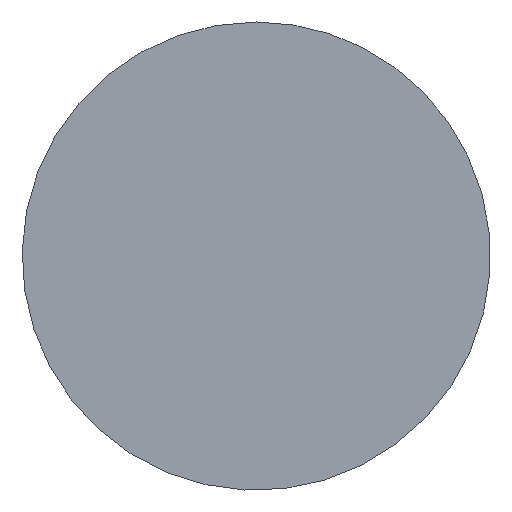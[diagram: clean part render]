
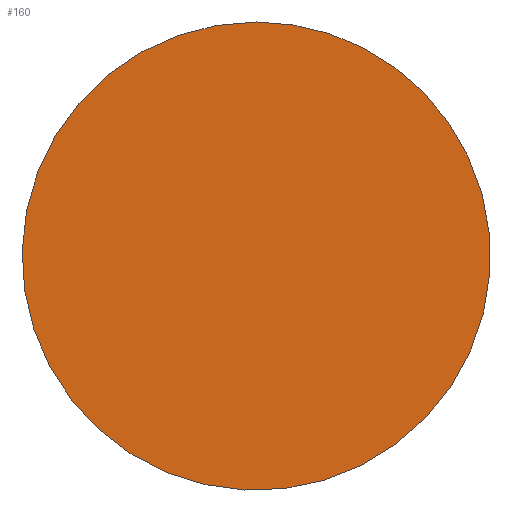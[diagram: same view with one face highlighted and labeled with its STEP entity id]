
A CAD part, front view. The second image highlights one B-rep face of the part: STEP entity #160.
In plain terms, the highlighted planar face has unit normal (0, -1, 0).
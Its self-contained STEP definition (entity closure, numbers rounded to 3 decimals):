
#41=FACE_OUTER_BOUND('',#55,.T.);
#55=EDGE_LOOP('',(#129,#130));
#65=CIRCLE('',#192,5.);
#66=CIRCLE('',#193,5.);
#79=VERTEX_POINT('',#281);
#80=VERTEX_POINT('',#283);
#94=EDGE_CURVE('',#79,#80,#65,.T.);
#95=EDGE_CURVE('',#80,#79,#66,.T.);
#129=ORIENTED_EDGE('',*,*,#95,.F.);
#130=ORIENTED_EDGE('',*,*,#94,.F.);
#150=PLANE('',#201);
#160=ADVANCED_FACE('',(#41),#150,.F.);
#192=AXIS2_PLACEMENT_3D('',#284,#226,#227);
#193=AXIS2_PLACEMENT_3D('',#285,#228,#229);
#201=AXIS2_PLACEMENT_3D('',#298,#246,#247);
#226=DIRECTION('center_axis',(0.,1.,0.));
#227=DIRECTION('ref_axis',(-0.707,0.,0.707));
#228=DIRECTION('center_axis',(0.,1.,0.));
#229=DIRECTION('ref_axis',(-0.707,0.,0.707));
#246=DIRECTION('center_axis',(0.,1.,0.));
#247=DIRECTION('ref_axis',(0.,0.,1.));
#281=CARTESIAN_POINT('',(3.536,0.,3.536));
#283=CARTESIAN_POINT('',(0.,0.,5.));
#284=CARTESIAN_POINT('Origin',(0.,0.,0.));
#285=CARTESIAN_POINT('Origin',(0.,0.,0.));
#298=CARTESIAN_POINT('Origin',(0.,0.,0.));
